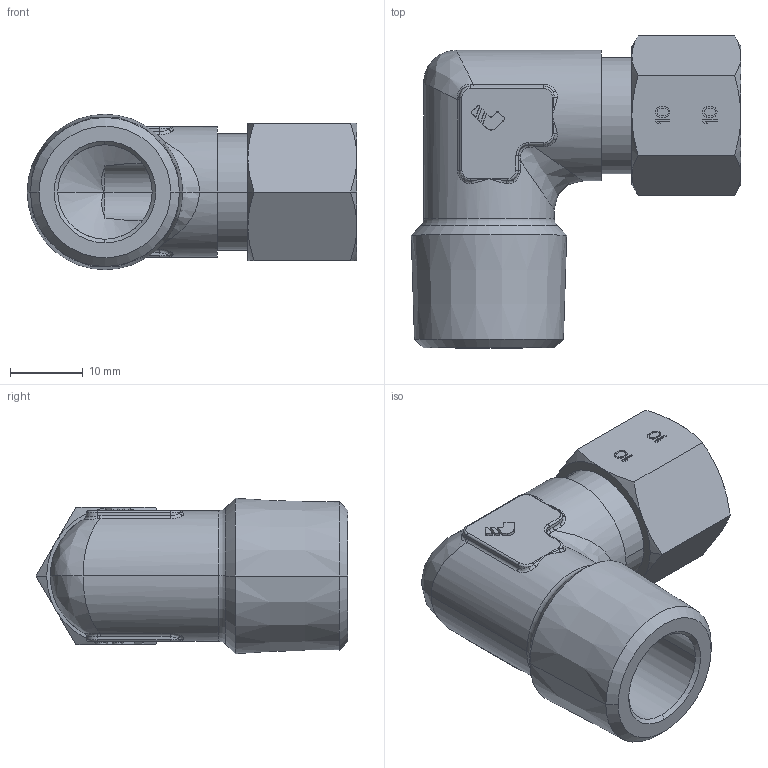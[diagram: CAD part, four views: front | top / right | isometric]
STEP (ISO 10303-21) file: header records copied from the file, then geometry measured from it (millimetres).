
FILE_DESCRIPTION(('STEP AP214'),'1');
FILE_NAME('1809_10_21.stp','2016-07-07T14:24:48',('TraceParts'),('TraceParts S.A.'),'Spatial InterOp 3D',' ',' ');
FILE_SCHEMA(('automotive_design'));
Length unit declared in the file: millimetre
Products named in the file (3): Solide1; Solide2; Solide3
Bounding box: 45.4 x 42.97 x 21.41 mm (x, y, z)
Volume: 12826.2 mm3; surface area: 8453.3 mm2
Topology: 3 solids, 3 shells, 520 faces, 1363 edges, 871 vertices
Faces by surface type: plane 318, cylinder 90, cone 52, bspline 46, torus 14
Entity records: 22871 total; most frequent: CARTESIAN_POINT 6025, ORIENTED_EDGE 2726, DIRECTION 2490, EDGE_CURVE 1363, LINE 976, VECTOR 976, VERTEX_POINT 871, AXIS2_PLACEMENT_3D 757
